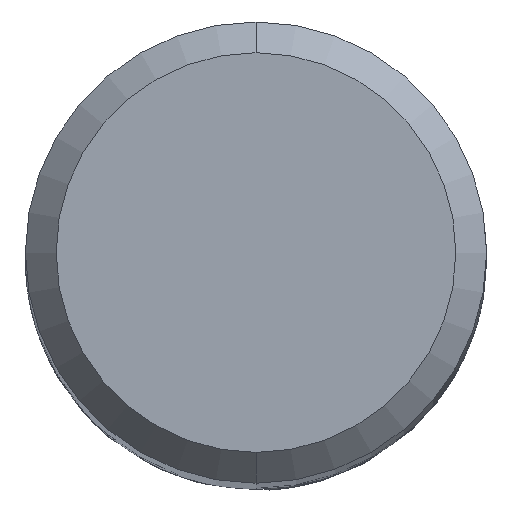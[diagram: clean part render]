
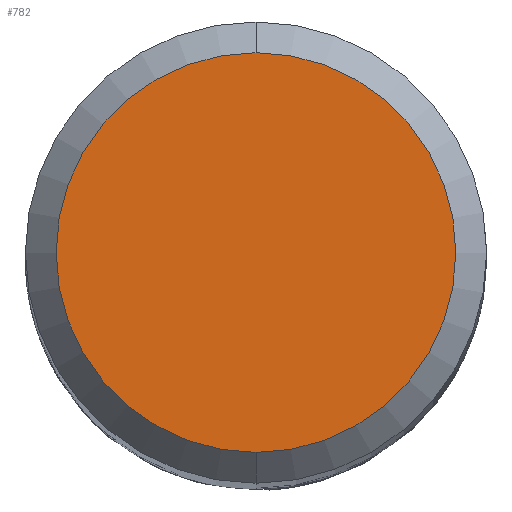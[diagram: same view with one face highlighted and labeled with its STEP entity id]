
A CAD part, top view. The second image highlights one B-rep face of the part: STEP entity #782.
In plain terms, the highlighted planar face has unit normal (0, 0, 1).
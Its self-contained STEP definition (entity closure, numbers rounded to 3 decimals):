
#526=EDGE_CURVE('',#586,#954,#1372,.T.);
#586=VERTEX_POINT('',#1439);
#782=ADVANCED_FACE('',(#1657),#1658,.T.);
#954=VERTEX_POINT('',#1843);
#998=EDGE_CURVE('',#954,#586,#1891,.T.);
#1372=CIRCLE('',#3015,2.6);
#1439=CARTESIAN_POINT('',(0.,-2.6,0.0));
#1657=FACE_OUTER_BOUND('',#4638,.T.);
#1658=PLANE('',#4639);
#1843=CARTESIAN_POINT('',(0.0,2.6,0.0));
#1891=CIRCLE('',#6612,2.6);
#3015=AXIS2_PLACEMENT_3D('',#9278,#9279,#9280);
#4638=EDGE_LOOP('',(#9649,#9650));
#4639=AXIS2_PLACEMENT_3D('',#9651,#9652,#9653);
#6612=AXIS2_PLACEMENT_3D('',#9902,#9903,#9904);
#9278=CARTESIAN_POINT('',(0.0,0.0,0.0));
#9279=DIRECTION('',(0.0,0.0,-1.0));
#9280=DIRECTION('',(0.0,1.0,0.0));
#9649=ORIENTED_EDGE('',*,*,#998,.F.);
#9650=ORIENTED_EDGE('',*,*,#526,.F.);
#9651=CARTESIAN_POINT('',(0.0,1.3,0.0));
#9652=DIRECTION('',(-0.0,0.0,1.0));
#9653=DIRECTION('',(0.0,-1.0,0.0));
#9902=CARTESIAN_POINT('',(0.0,0.0,0.0));
#9903=DIRECTION('',(0.0,0.0,-1.0));
#9904=DIRECTION('',(0.0,1.0,0.0));
